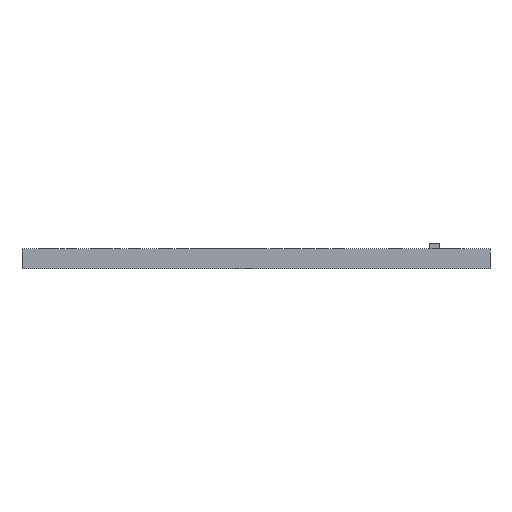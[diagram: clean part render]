
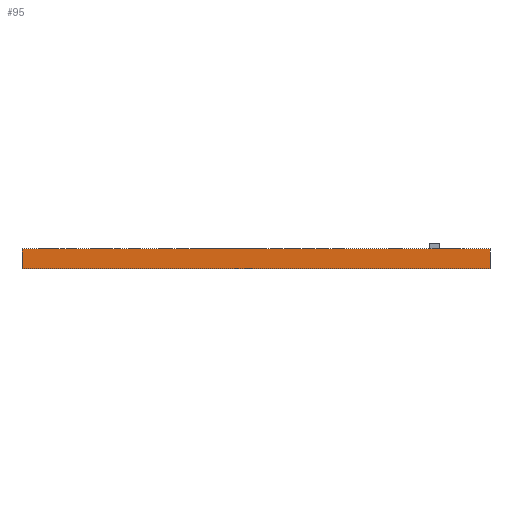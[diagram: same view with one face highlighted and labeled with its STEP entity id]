
A CAD part, front view. The second image highlights one B-rep face of the part: STEP entity #95.
In plain terms, the highlighted planar face has unit normal (0, -1, 0).
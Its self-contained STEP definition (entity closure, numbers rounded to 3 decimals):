
#70 = VERTEX_POINT('',#71);
#71 = CARTESIAN_POINT('',(44.987,-33.987,1.6));
#77 = EDGE_CURVE('',#78,#70,#80,.T.);
#78 = VERTEX_POINT('',#79);
#79 = CARTESIAN_POINT('',(44.987,-33.987,0.));
#80 = LINE('',#81,#82);
#81 = CARTESIAN_POINT('',(44.987,-33.987,0.));
#82 = VECTOR('',#83,1.);
#83 = DIRECTION('',(0.,0.,1.));
#95 = ADVANCED_FACE('',(#96),#121,.T.);
#96 = FACE_BOUND('',#97,.T.);
#97 = EDGE_LOOP('',(#98,#99,#107,#115));
#98 = ORIENTED_EDGE('',*,*,#77,.T.);
#99 = ORIENTED_EDGE('',*,*,#100,.T.);
#100 = EDGE_CURVE('',#70,#101,#103,.T.);
#101 = VERTEX_POINT('',#102);
#102 = CARTESIAN_POINT('',(7.013,-33.987,1.6));
#103 = LINE('',#104,#105);
#104 = CARTESIAN_POINT('',(44.987,-33.987,1.6)
  );
#105 = VECTOR('',#106,1.);
#106 = DIRECTION('',(-1.,0.,0.));
#107 = ORIENTED_EDGE('',*,*,#108,.F.);
#108 = EDGE_CURVE('',#109,#101,#111,.T.);
#109 = VERTEX_POINT('',#110);
#110 = CARTESIAN_POINT('',(7.013,-33.987,0.));
#111 = LINE('',#112,#113);
#112 = CARTESIAN_POINT('',(7.013,-33.987,0.));
#113 = VECTOR('',#114,1.);
#114 = DIRECTION('',(0.,0.,1.));
#115 = ORIENTED_EDGE('',*,*,#116,.F.);
#116 = EDGE_CURVE('',#78,#109,#117,.T.);
#117 = LINE('',#118,#119);
#118 = CARTESIAN_POINT('',(44.987,-33.987,0.));
#119 = VECTOR('',#120,1.);
#120 = DIRECTION('',(-1.,0.,0.));
#121 = PLANE('',#122);
#122 = AXIS2_PLACEMENT_3D('',#123,#124,#125);
#123 = CARTESIAN_POINT('',(44.987,-33.987,0.));
#124 = DIRECTION('',(0.,-1.,0.));
#125 = DIRECTION('',(-1.,0.,0.));
